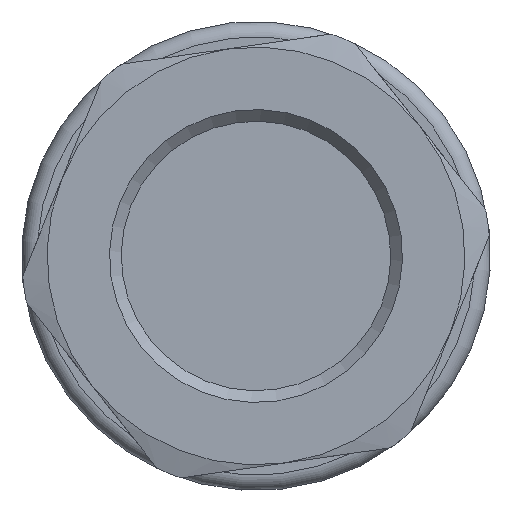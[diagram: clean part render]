
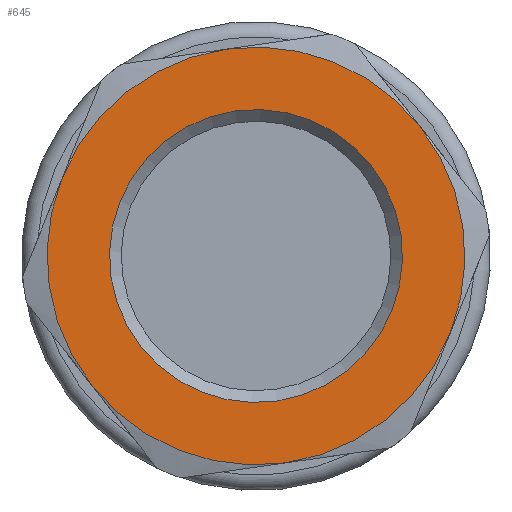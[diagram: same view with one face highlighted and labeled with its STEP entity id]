
A CAD part, left-side view. The second image highlights one B-rep face of the part: STEP entity #645.
In plain terms, the highlighted planar face has unit normal (-1, 0, 0).
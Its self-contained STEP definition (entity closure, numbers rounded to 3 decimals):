
#549=CARTESIAN_POINT('',(-48.0,13.34,5.343));
#550=VERTEX_POINT('',#549);
#551=CARTESIAN_POINT('',(-48.0,0.0,0.0));
#552=DIRECTION('',(-1.0,0.0,0.0));
#553=DIRECTION('',(0.0,-0.928,-0.372));
#554=AXIS2_PLACEMENT_3D('',#551,#552,#553);
#555=CIRCLE('',#554,14.37);
#556=EDGE_CURVE('',#550,#550,#555,.T.);
#581=CARTESIAN_POINT('',(-48.0,15.652,6.269));
#582=DIRECTION('',(-1.0,0.0,0.0));
#583=DIRECTION('',(0.0,-0.372,0.928));
#584=AXIS2_PLACEMENT_3D('',#581,#582,#583);
#585=PLANE('',#584);
#586=CARTESIAN_POINT('',(-48.0,19.03,7.622));
#587=VERTEX_POINT('',#586);
#588=CARTESIAN_POINT('',(-48.0,2.914,20.292));
#589=VERTEX_POINT('',#588);
#590=CARTESIAN_POINT('',(-48.0,0.0,0.0));
#591=DIRECTION('',(1.0,0.0,0.0));
#592=DIRECTION('',(0.0,0.928,0.372));
#593=AXIS2_PLACEMENT_3D('',#590,#591,#592);
#594=CIRCLE('',#593,20.5);
#595=EDGE_CURVE('',#587,#589,#594,.T.);
#596=ORIENTED_EDGE('',*,*,#595,.F.);
#597=CARTESIAN_POINT('',(-48.0,16.116,-12.67));
#598=VERTEX_POINT('',#597);
#599=CARTESIAN_POINT('',(-48.0,0.0,0.0));
#600=DIRECTION('',(1.0,0.0,0.0));
#601=DIRECTION('',(0.0,0.928,0.372));
#602=AXIS2_PLACEMENT_3D('',#599,#600,#601);
#603=CIRCLE('',#602,20.5);
#604=EDGE_CURVE('',#598,#587,#603,.T.);
#605=ORIENTED_EDGE('',*,*,#604,.F.);
#606=CARTESIAN_POINT('',(-48.0,-2.914,-20.292));
#607=VERTEX_POINT('',#606);
#608=CARTESIAN_POINT('',(-48.0,0.0,0.0));
#609=DIRECTION('',(1.0,0.0,0.0));
#610=DIRECTION('',(0.0,0.928,0.372));
#611=AXIS2_PLACEMENT_3D('',#608,#609,#610);
#612=CIRCLE('',#611,20.5);
#613=EDGE_CURVE('',#607,#598,#612,.T.);
#614=ORIENTED_EDGE('',*,*,#613,.F.);
#615=CARTESIAN_POINT('',(-48.0,-19.03,-7.622));
#616=VERTEX_POINT('',#615);
#617=CARTESIAN_POINT('',(-48.0,0.0,0.0));
#618=DIRECTION('',(1.0,0.0,0.0));
#619=DIRECTION('',(0.0,0.928,0.372));
#620=AXIS2_PLACEMENT_3D('',#617,#618,#619);
#621=CIRCLE('',#620,20.5);
#622=EDGE_CURVE('',#616,#607,#621,.T.);
#623=ORIENTED_EDGE('',*,*,#622,.F.);
#624=CARTESIAN_POINT('',(-48.0,-16.116,12.67));
#625=VERTEX_POINT('',#624);
#626=CARTESIAN_POINT('',(-48.0,0.0,0.0));
#627=DIRECTION('',(1.0,0.0,0.0));
#628=DIRECTION('',(0.0,0.928,0.372));
#629=AXIS2_PLACEMENT_3D('',#626,#627,#628);
#630=CIRCLE('',#629,20.5);
#631=EDGE_CURVE('',#625,#616,#630,.T.);
#632=ORIENTED_EDGE('',*,*,#631,.F.);
#633=CARTESIAN_POINT('',(-48.0,0.0,0.0));
#634=DIRECTION('',(1.0,0.0,0.0));
#635=DIRECTION('',(0.0,0.928,0.372));
#636=AXIS2_PLACEMENT_3D('',#633,#634,#635);
#637=CIRCLE('',#636,20.5);
#638=EDGE_CURVE('',#589,#625,#637,.T.);
#639=ORIENTED_EDGE('',*,*,#638,.F.);
#640=EDGE_LOOP('',(#596,#605,#614,#623,#632,#639));
#641=FACE_OUTER_BOUND('',#640,.T.);
#642=ORIENTED_EDGE('',*,*,#556,.F.);
#643=EDGE_LOOP('',(#642));
#644=FACE_BOUND('',#643,.T.);
#645=ADVANCED_FACE('',(#641,#644),#585,.T.);
